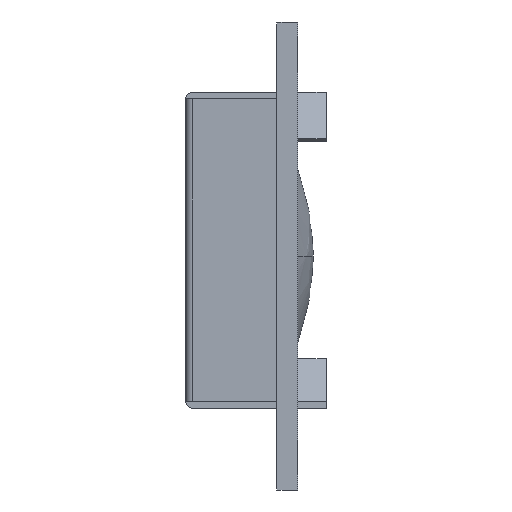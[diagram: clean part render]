
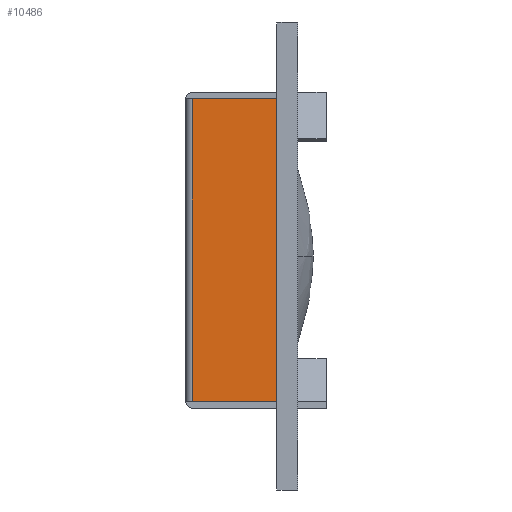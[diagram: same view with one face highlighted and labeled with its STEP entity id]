
A CAD part, left-side view. The second image highlights one B-rep face of the part: STEP entity #10486.
In plain terms, the highlighted planar face has unit normal (-1, 0, 0).
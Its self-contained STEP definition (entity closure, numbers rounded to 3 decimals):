
#8976=DIRECTION('',(0.,0.,-1.));
#8977=VECTOR('',#8976,23.3);
#8978=CARTESIAN_POINT('',(0.,0.,-0.5));
#8979=LINE('',#8978,#8977);
#9322=DIRECTION('',(0.,-1.,0.));
#9323=VECTOR('',#9322,6.5);
#9324=CARTESIAN_POINT('',(0.,6.5,-23.8));
#9325=LINE('',#9324,#9323);
#9326=DIRECTION('',(0.,1.,0.));
#9327=VECTOR('',#9326,6.5);
#9328=CARTESIAN_POINT('',(0.,0.,-0.5));
#9329=LINE('',#9328,#9327);
#9335=DIRECTION('',(0.,0.,1.));
#9336=VECTOR('',#9335,23.3);
#9337=CARTESIAN_POINT('',(0.,6.5,-23.8));
#9338=LINE('',#9337,#9336);
#9946=CARTESIAN_POINT('',(0.,0.,-0.5));
#9947=CARTESIAN_POINT('',(0.,0.,-23.8));
#9948=VERTEX_POINT('',#9946);
#9949=VERTEX_POINT('',#9947);
#9966=CARTESIAN_POINT('',(0.,6.5,-23.8));
#9967=CARTESIAN_POINT('',(0.,6.5,-0.5));
#9968=VERTEX_POINT('',#9966);
#9969=VERTEX_POINT('',#9967);
#10473=CARTESIAN_POINT('',(0.,7.,0.));
#10474=DIRECTION('',(1.,0.,0.));
#10475=DIRECTION('',(0.,0.,-1.));
#10476=AXIS2_PLACEMENT_3D('',#10473,#10474,#10475);
#10477=PLANE('',#10476);
#10478=ORIENTED_EDGE('',*,*,#10067,.T.);
#10480=ORIENTED_EDGE('',*,*,#10479,.F.);
#10482=ORIENTED_EDGE('',*,*,#10481,.T.);
#10483=ORIENTED_EDGE('',*,*,#10465,.F.);
#10484=EDGE_LOOP('',(#10478,#10480,#10482,#10483));
#10485=FACE_OUTER_BOUND('',#10484,.F.);
#10486=ADVANCED_FACE('',(#10485),#10477,.F.);
#10067=EDGE_CURVE('',#9948,#9949,#8979,.T.);
#10465=EDGE_CURVE('',#9948,#9969,#9329,.T.);
#10479=EDGE_CURVE('',#9968,#9949,#9325,.T.);
#10481=EDGE_CURVE('',#9968,#9969,#9338,.T.);
